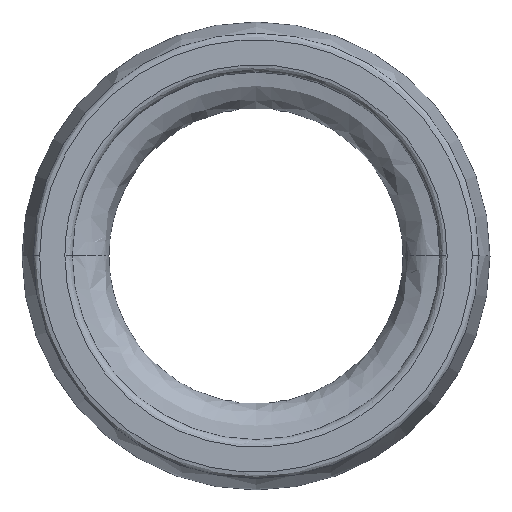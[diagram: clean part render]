
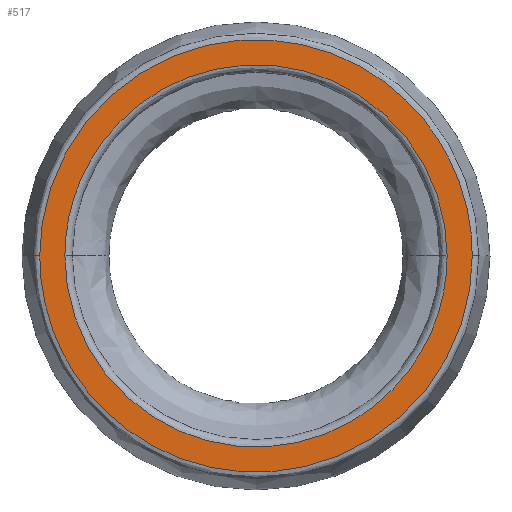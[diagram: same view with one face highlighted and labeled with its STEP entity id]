
A CAD part, top view. The second image highlights one B-rep face of the part: STEP entity #517.
In plain terms, the highlighted planar face has unit normal (0, 0, 1).
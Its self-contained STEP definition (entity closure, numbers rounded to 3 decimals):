
#6 =( BOUNDED_CURVE ( )  B_SPLINE_CURVE ( 3, ( #608, #589, #591, #587 ),
 .UNSPECIFIED., .F., .F. ) 
 B_SPLINE_CURVE_WITH_KNOTS ( ( 4, 4 ),
 ( 0., 1. ),
 .UNSPECIFIED. ) 
 CURVE ( )  GEOMETRIC_REPRESENTATION_ITEM ( )  RATIONAL_B_SPLINE_CURVE ( ( 1., 0.333, 0.333, 1. ) ) 
 REPRESENTATION_ITEM ( '' )  );
#35 = CARTESIAN_POINT ( 'NONE',  ( -14.709, 0., 3.175 ) ) ;
#50 = CARTESIAN_POINT ( 'NONE',  ( -14.709, -29.419, 3.175 ) ) ;
#51 = CARTESIAN_POINT ( 'NONE',  ( 14.709, -29.419, 3.175 ) ) ;
#53 = CARTESIAN_POINT ( 'NONE',  ( 14.709, 0., 3.175 ) ) ;
#57 = CARTESIAN_POINT ( 'NONE',  ( 13., 0., 3.175 ) ) ;
#77 = EDGE_CURVE ( 'NONE', #533, #524, #6, .T. ) ;
#89 =( BOUNDED_CURVE ( )  B_SPLINE_CURVE ( 3, ( #577, #580, #596, #575 ),
 .UNSPECIFIED., .F., .F. ) 
 B_SPLINE_CURVE_WITH_KNOTS ( ( 4, 4 ),
 ( 0., 1. ),
 .UNSPECIFIED. ) 
 CURVE ( )  GEOMETRIC_REPRESENTATION_ITEM ( )  RATIONAL_B_SPLINE_CURVE ( ( 1., 0.333, 0.333, 1. ) ) 
 REPRESENTATION_ITEM ( '' )  );
#102 = EDGE_CURVE ( 'NONE', #673, #724, #89, .T. ) ;
#125 = CARTESIAN_POINT ( 'NONE',  ( -13., 0., 3.175 ) ) ;
#171 = DIRECTION ( 'NONE',  ( -1., 0., 0. ) ) ;
#172 = CARTESIAN_POINT ( 'NONE',  ( -14.709, 0., 3.175 ) ) ;
#173 = PLANE ( 'NONE',  #706 ) ;
#174 = CARTESIAN_POINT ( 'NONE',  ( 0., 14.992, 3.175 ) ) ;
#192 = CARTESIAN_POINT ( 'NONE',  ( 14.709, 0., 3.175 ) ) ;
#194 = DIRECTION ( 'NONE',  ( 0., 0., -1. ) ) ;
#316 =( BOUNDED_CURVE ( )  B_SPLINE_CURVE ( 3, ( #53, #51, #50, #35 ),
 .UNSPECIFIED., .F., .T. ) 
 B_SPLINE_CURVE_WITH_KNOTS ( ( 4, 4 ),
 ( 0., 1. ),
 .UNSPECIFIED. ) 
 CURVE ( )  GEOMETRIC_REPRESENTATION_ITEM ( )  RATIONAL_B_SPLINE_CURVE ( ( 1., 0.333, 0.333, 1. ) ) 
 REPRESENTATION_ITEM ( '' )  );
#376 = EDGE_CURVE ( 'NONE', #724, #673, #500, .T. ) ;
#424 = CARTESIAN_POINT ( 'NONE',  ( 13., 0., 3.175 ) ) ;
#426 = CARTESIAN_POINT ( 'NONE',  ( 13., -26., 3.175 ) ) ;
#428 = FACE_BOUND ( 'NONE', #617, .T. ) ;
#435 = CARTESIAN_POINT ( 'NONE',  ( -13., -26., 3.175 ) ) ;
#436 = FACE_OUTER_BOUND ( 'NONE', #611, .T. ) ;
#438 = CARTESIAN_POINT ( 'NONE',  ( -13., 0., 3.175 ) ) ;
#500 =( BOUNDED_CURVE ( )  B_SPLINE_CURVE ( 3, ( #438, #435, #426, #424 ),
 .UNSPECIFIED., .F., .T. ) 
 B_SPLINE_CURVE_WITH_KNOTS ( ( 4, 4 ),
 ( 0., 1. ),
 .UNSPECIFIED. ) 
 CURVE ( )  GEOMETRIC_REPRESENTATION_ITEM ( )  RATIONAL_B_SPLINE_CURVE ( ( 1., 0.333, 0.333, 1. ) ) 
 REPRESENTATION_ITEM ( '' )  );
#517 = ADVANCED_FACE ( 'NONE', ( #428, #436 ), #173, .F. ) ;
#524 = VERTEX_POINT ( 'NONE', #192 ) ;
#533 = VERTEX_POINT ( 'NONE', #172 ) ;
#571 = ORIENTED_EDGE ( 'NONE', *, *, #376, .F. ) ;
#573 = ORIENTED_EDGE ( 'NONE', *, *, #704, .F. ) ;
#574 = ORIENTED_EDGE ( 'NONE', *, *, #102, .F. ) ;
#575 = CARTESIAN_POINT ( 'NONE',  ( -13., 0., 3.175 ) ) ;
#577 = CARTESIAN_POINT ( 'NONE',  ( 13., 0., 3.175 ) ) ;
#580 = CARTESIAN_POINT ( 'NONE',  ( 13., 26., 3.175 ) ) ;
#587 = CARTESIAN_POINT ( 'NONE',  ( 14.709, 0., 3.175 ) ) ;
#589 = CARTESIAN_POINT ( 'NONE',  ( -14.709, 29.419, 3.175 ) ) ;
#591 = CARTESIAN_POINT ( 'NONE',  ( 14.709, 29.419, 3.175 ) ) ;
#596 = CARTESIAN_POINT ( 'NONE',  ( -13., 26., 3.175 ) ) ;
#608 = CARTESIAN_POINT ( 'NONE',  ( -14.709, 0., 3.175 ) ) ;
#611 = EDGE_LOOP ( 'NONE', ( #573, #618 ) ) ;
#617 = EDGE_LOOP ( 'NONE', ( #574, #571 ) ) ;
#618 = ORIENTED_EDGE ( 'NONE', *, *, #77, .F. ) ;
#673 = VERTEX_POINT ( 'NONE', #57 ) ;
#704 = EDGE_CURVE ( 'NONE', #524, #533, #316, .T. ) ;
#706 = AXIS2_PLACEMENT_3D ( 'NONE', #174, #194, #171 ) ;
#724 = VERTEX_POINT ( 'NONE', #125 ) ;
